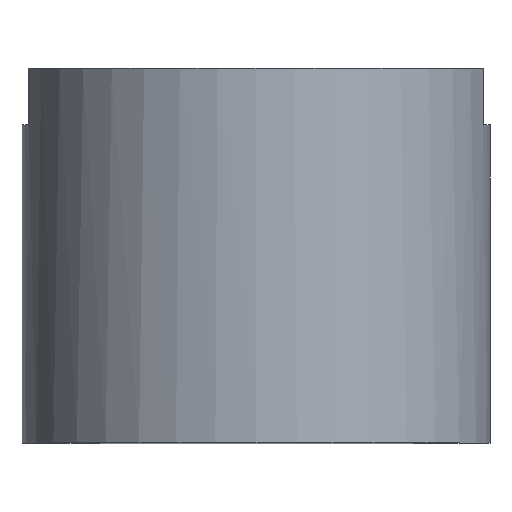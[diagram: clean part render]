
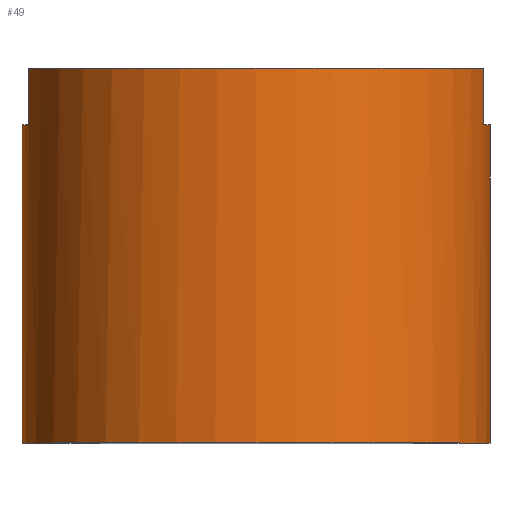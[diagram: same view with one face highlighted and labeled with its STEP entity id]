
A CAD part, top view. The second image highlights one B-rep face of the part: STEP entity #49.
In plain terms, the highlighted cylindrical face has radius 12.5 mm (diameter 25 mm), a partial arc.
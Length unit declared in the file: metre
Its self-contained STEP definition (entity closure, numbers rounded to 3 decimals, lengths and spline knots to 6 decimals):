
#49=ADVANCED_FACE('0:42744',(#97),#98,.T.);
#97=FACE_OUTER_BOUND('',#141,.T.);
#98=CYLINDRICAL_SURFACE('',#142,0.0125);
#141=EDGE_LOOP('',(#220,#221,#222,#223,#224,#225,#226,#227));
#142=AXIS2_PLACEMENT_3D('',#228,#229,#230);
#220=ORIENTED_EDGE('',*,*,#272,.T.);
#221=ORIENTED_EDGE('',*,*,#300,.T.);
#222=ORIENTED_EDGE('',*,*,#278,.T.);
#223=ORIENTED_EDGE('',*,*,#295,.F.);
#224=ORIENTED_EDGE('',*,*,#301,.F.);
#225=ORIENTED_EDGE('',*,*,#302,.F.);
#226=ORIENTED_EDGE('',*,*,#303,.T.);
#227=ORIENTED_EDGE('',*,*,#296,.F.);
#228=CARTESIAN_POINT('',(0.0,0.0,0.0));
#229=DIRECTION('',(-0.0,-1.0,-0.0));
#230=DIRECTION('',(-1.0,0.0,0.0));
#272=EDGE_CURVE('',#316,#317,#318,.T.);
#278=EDGE_CURVE('',#329,#327,#330,.T.);
#295=EDGE_CURVE('0:40065',#351,#327,#354,.T.);
#296=EDGE_CURVE('0:40104',#316,#355,#356,.T.);
#300=EDGE_CURVE('0:40098',#317,#329,#361,.T.);
#301=EDGE_CURVE('0:42765',#362,#351,#363,.T.);
#302=EDGE_CURVE('0:42768',#364,#362,#365,.T.);
#303=EDGE_CURVE('0:42771',#364,#355,#366,.T.);
#316=VERTEX_POINT('',#381);
#317=VERTEX_POINT('',#382);
#318=LINE('',#383,#384);
#327=VERTEX_POINT('',#395);
#329=VERTEX_POINT('',#397);
#330=LINE('',#398,#399);
#351=VERTEX_POINT('',#426);
#354=CIRCLE('',#430,0.0125);
#355=VERTEX_POINT('',#431);
#356=CIRCLE('',#432,0.0125);
#361=CIRCLE('',#438,0.0125);
#362=VERTEX_POINT('',#439);
#363=LINE('',#440,#441);
#364=VERTEX_POINT('',#442);
#365=CIRCLE('',#443,0.0125);
#366=LINE('',#444,#445);
#381=CARTESIAN_POINT('',(-0.0125,-0.003,0.));
#382=CARTESIAN_POINT('',(-0.0125,-0.02,0.));
#383=CARTESIAN_POINT('',(-0.0125,0.0,0.));
#384=VECTOR('',#463,1.0);
#395=CARTESIAN_POINT('',(0.0125,-0.003,0.));
#397=CARTESIAN_POINT('',(0.0125,-0.02,0.));
#398=CARTESIAN_POINT('',(0.0125,0.0,0.));
#399=VECTOR('',#475,1.0);
#426=CARTESIAN_POINT('',(0.012135,-0.003,0.003));
#430=AXIS2_PLACEMENT_3D('',#495,#496,#497);
#431=CARTESIAN_POINT('',(-0.012135,-0.003,0.003));
#432=AXIS2_PLACEMENT_3D('',#498,#499,#500);
#438=AXIS2_PLACEMENT_3D('',#505,#506,#507);
#439=CARTESIAN_POINT('',(0.012135,0.0,0.003));
#440=CARTESIAN_POINT('',(0.012135,0.0,0.003));
#441=VECTOR('',#508,1.0);
#442=CARTESIAN_POINT('',(-0.012135,0.0,0.003));
#443=AXIS2_PLACEMENT_3D('',#509,#510,#511);
#444=CARTESIAN_POINT('',(-0.012135,0.0,0.003));
#445=VECTOR('',#512,1.0);
#463=DIRECTION('',(-0.0,-1.0,0.0));
#475=DIRECTION('',(-0.0,1.0,0.0));
#495=CARTESIAN_POINT('',(0.0,-0.003,0.0));
#496=DIRECTION('',(0.0,1.0,0.0));
#497=DIRECTION('',(-1.0,0.0,0.0));
#498=CARTESIAN_POINT('',(0.0,-0.003,0.0));
#499=DIRECTION('',(0.0,1.0,0.0));
#500=DIRECTION('',(-1.0,0.0,0.0));
#505=CARTESIAN_POINT('',(0.0,-0.02,0.0));
#506=DIRECTION('',(0.0,1.0,0.0));
#507=DIRECTION('',(-1.0,0.0,0.0));
#508=DIRECTION('',(-0.0,-1.0,-0.0));
#509=CARTESIAN_POINT('',(0.0,0.0,0.0));
#510=DIRECTION('',(0.0,1.0,0.0));
#511=DIRECTION('',(-1.0,0.0,0.0));
#512=DIRECTION('',(-0.0,-1.0,-0.0));
